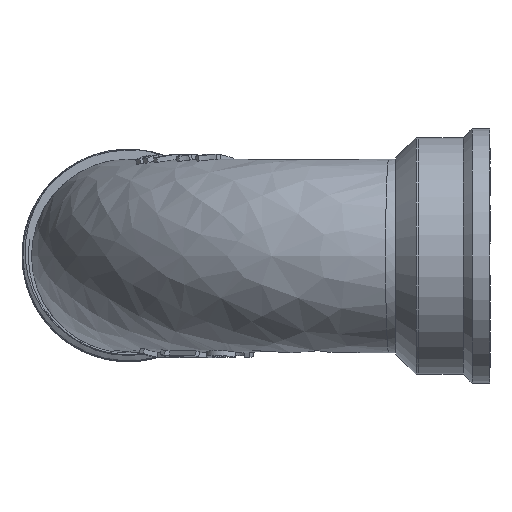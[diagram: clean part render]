
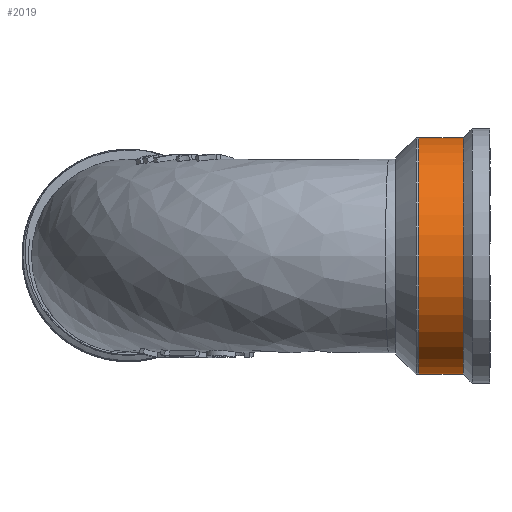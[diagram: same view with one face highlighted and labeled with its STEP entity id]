
A CAD part, front view. The second image highlights one B-rep face of the part: STEP entity #2019.
In plain terms, the highlighted cylindrical face has radius 23.25 mm (diameter 46.5 mm), a full revolution.
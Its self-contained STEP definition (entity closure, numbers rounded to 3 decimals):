
#152=FACE_OUTER_BOUND('',#278,.T.);
#278=EDGE_LOOP('',(#1393,#1394,#1395,#1396));
#411=CIRCLE('',#2164,23.25);
#412=CIRCLE('',#2165,23.25);
#653=LINE('',#2819,#738);
#738=VECTOR('',#2254,23.25);
#842=VERTEX_POINT('',#2816);
#843=VERTEX_POINT('',#2818);
#1062=EDGE_CURVE('',#842,#842,#411,.T.);
#1063=EDGE_CURVE('',#842,#843,#653,.T.);
#1064=EDGE_CURVE('',#843,#843,#412,.T.);
#1393=ORIENTED_EDGE('',*,*,#1062,.F.);
#1394=ORIENTED_EDGE('',*,*,#1063,.T.);
#1395=ORIENTED_EDGE('',*,*,#1064,.T.);
#1396=ORIENTED_EDGE('',*,*,#1063,.F.);
#2000=CYLINDRICAL_SURFACE('',#2163,23.25);
#2019=ADVANCED_FACE('',(#152),#2000,.T.);
#2163=AXIS2_PLACEMENT_3D('',#2815,#2250,#2251);
#2164=AXIS2_PLACEMENT_3D('',#2817,#2252,#2253);
#2165=AXIS2_PLACEMENT_3D('',#2820,#2255,#2256);
#2250=DIRECTION('center_axis',(1.,0.,0.));
#2251=DIRECTION('ref_axis',(0.,1.,0.));
#2252=DIRECTION('center_axis',(1.,0.,0.));
#2253=DIRECTION('ref_axis',(0.,1.,0.));
#2254=DIRECTION('',(-1.,0.,0.));
#2255=DIRECTION('center_axis',(1.,0.,0.));
#2256=DIRECTION('ref_axis',(0.,1.,0.));
#2815=CARTESIAN_POINT('Origin',(-18.5,-69.5,0.));
#2816=CARTESIAN_POINT('',(-5.25,-92.75,0.));
#2817=CARTESIAN_POINT('Origin',(-5.25,-69.5,0.));
#2818=CARTESIAN_POINT('',(-14.,-92.75,0.));
#2819=CARTESIAN_POINT('',(-18.5,-92.75,0.));
#2820=CARTESIAN_POINT('Origin',(-14.,-69.5,0.));
